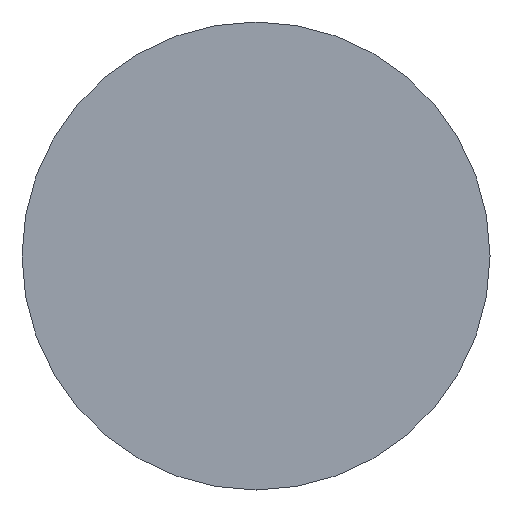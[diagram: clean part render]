
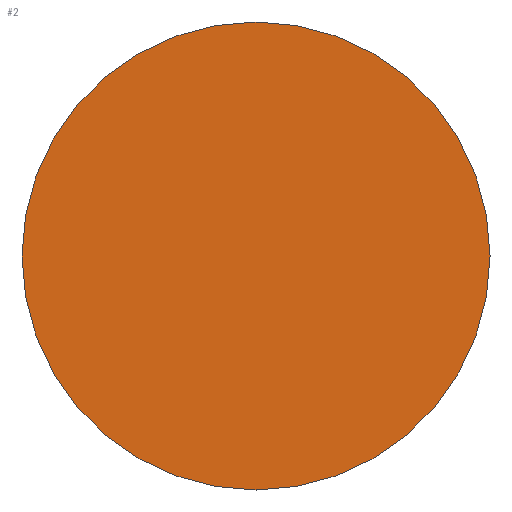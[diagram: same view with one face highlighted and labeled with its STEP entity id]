
A CAD part, front view. The second image highlights one B-rep face of the part: STEP entity #2.
In plain terms, the highlighted planar face has unit normal (0, -1, 0).
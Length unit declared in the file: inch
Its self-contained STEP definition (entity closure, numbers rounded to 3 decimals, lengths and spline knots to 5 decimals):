
#2 = ADVANCED_FACE ( 'NONE', ( #292 ), #266, .T. ) ;
#10 = VERTEX_POINT ( 'NONE', #207 ) ;
#37 = DIRECTION ( 'NONE',  ( 0., -1., 0. ) ) ;
#40 = DIRECTION ( 'NONE',  ( 0., -1., 0. ) ) ;
#60 = EDGE_CURVE ( 'NONE', #149, #10, #132, .T. ) ;
#87 = EDGE_CURVE ( 'NONE', #10, #149, #91, .T. ) ;
#88 = CARTESIAN_POINT ( 'NONE',  ( 0., 0., 0.125 ) ) ;
#91 = CIRCLE ( 'NONE', #208, 0.125 ) ;
#97 = ORIENTED_EDGE ( 'NONE', *, *, #87, .T. ) ;
#105 = DIRECTION ( 'NONE',  ( 0., 0., -1. ) ) ;
#111 = DIRECTION ( 'NONE',  ( 0., 0., -1. ) ) ;
#116 = EDGE_LOOP ( 'NONE', ( #97, #219 ) ) ;
#132 = CIRCLE ( 'NONE', #287, 0.125 ) ;
#133 = CARTESIAN_POINT ( 'NONE',  ( 0., 0., 0. ) ) ;
#149 = VERTEX_POINT ( 'NONE', #88 ) ;
#160 = DIRECTION ( 'NONE',  ( 0., -1., 0. ) ) ;
#207 = CARTESIAN_POINT ( 'NONE',  ( 0., 0., -0.125 ) ) ;
#208 = AXIS2_PLACEMENT_3D ( 'NONE', #222, #160, #105 ) ;
#219 = ORIENTED_EDGE ( 'NONE', *, *, #60, .T. ) ;
#222 = CARTESIAN_POINT ( 'NONE',  ( 0., 0., 0. ) ) ;
#225 = AXIS2_PLACEMENT_3D ( 'NONE', #278, #40, #111 ) ;
#227 = DIRECTION ( 'NONE',  ( 0., 0., -1. ) ) ;
#266 = PLANE ( 'NONE',  #225 ) ;
#278 = CARTESIAN_POINT ( 'NONE',  ( 0., 0., 0. ) ) ;
#287 = AXIS2_PLACEMENT_3D ( 'NONE', #133, #37, #227 ) ;
#292 = FACE_OUTER_BOUND ( 'NONE', #116, .T. ) ;
